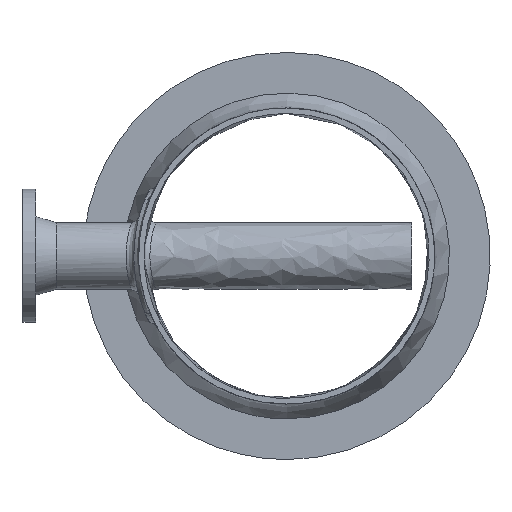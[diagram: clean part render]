
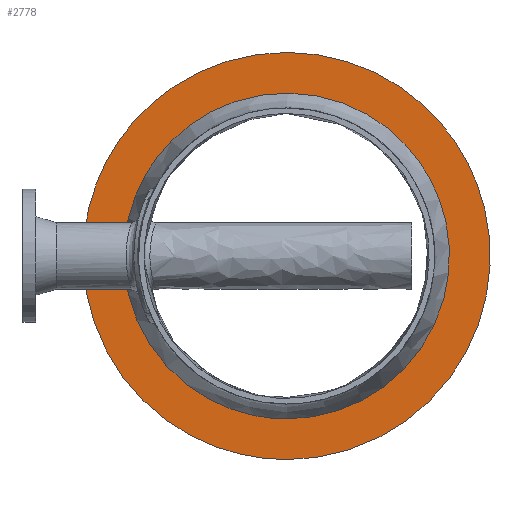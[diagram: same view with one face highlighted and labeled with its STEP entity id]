
A CAD part, front view. The second image highlights one B-rep face of the part: STEP entity #2778.
In plain terms, the highlighted free-form (B-spline) face has degree [1, 1] with [2, 2] control points.
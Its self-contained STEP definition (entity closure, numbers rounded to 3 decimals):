
#2449 = EDGE_CURVE('',#2450,#2450,#2452,.T.);
#2450 = VERTEX_POINT('',#2451);
#2451 = CARTESIAN_POINT('',(0.,708.267,-333.873));
#2452 = ( BOUNDED_CURVE() B_SPLINE_CURVE(2,(#2453,#2454,#2455,#2456,
#2457,#2458,#2459),.UNSPECIFIED.,.T.,.F.) B_SPLINE_CURVE_WITH_KNOTS((1,2
    ,2,2,2,1),(-2.094,0.,2.094,4.189,
6.283,8.378),.UNSPECIFIED.) CURVE() 
GEOMETRIC_REPRESENTATION_ITEM() RATIONAL_B_SPLINE_CURVE((1.,0.5,1.,0.5,
1.,0.5,1.)) REPRESENTATION_ITEM('') );
#2453 = CARTESIAN_POINT('',(0.,708.267,-333.873));
#2454 = CARTESIAN_POINT('',(578.285,708.267,
    -333.873));
#2455 = CARTESIAN_POINT('',(289.142,708.267,
    166.936));
#2456 = CARTESIAN_POINT('',(0.,708.267,
    667.746));
#2457 = CARTESIAN_POINT('',(-289.142,708.267,
    166.936));
#2458 = CARTESIAN_POINT('',(-578.285,708.267,
    -333.873));
#2459 = CARTESIAN_POINT('',(0.,708.267,-333.873));
#2747 = VERTEX_POINT('',#2748);
#2748 = CARTESIAN_POINT('',(0.,708.267,-417.341));
#2753 = EDGE_CURVE('',#2747,#2747,#2754,.T.);
#2754 = ( BOUNDED_CURVE() B_SPLINE_CURVE(2,(#2755,#2756,#2757,#2758,
#2759,#2760,#2761),.UNSPECIFIED.,.T.,.F.) B_SPLINE_CURVE_WITH_KNOTS((1,2
    ,2,2,2,1),(-2.094,0.,2.094,4.189,
6.283,8.378),.UNSPECIFIED.) CURVE() 
GEOMETRIC_REPRESENTATION_ITEM() RATIONAL_B_SPLINE_CURVE((1.,0.5,1.,0.5,
1.,0.5,1.)) REPRESENTATION_ITEM('') );
#2755 = CARTESIAN_POINT('',(0.,708.267,-417.341));
#2756 = CARTESIAN_POINT('',(722.856,708.267,
    -417.341));
#2757 = CARTESIAN_POINT('',(361.428,708.267,
    208.671));
#2758 = CARTESIAN_POINT('',(0.,708.267,
    834.682));
#2759 = CARTESIAN_POINT('',(-361.428,708.267,
    208.671));
#2760 = CARTESIAN_POINT('',(-722.856,708.267,
    -417.341));
#2761 = CARTESIAN_POINT('',(0.,708.267,-417.341));
#2778 = ADVANCED_FACE('',(#2779,#2782),#2785,.T.);
#2779 = FACE_BOUND('',#2780,.T.);
#2780 = EDGE_LOOP('',(#2781));
#2781 = ORIENTED_EDGE('',*,*,#2753,.T.);
#2782 = FACE_BOUND('',#2783,.T.);
#2783 = EDGE_LOOP('',(#2784));
#2784 = ORIENTED_EDGE('',*,*,#2449,.F.);
#2785 = B_SPLINE_SURFACE_WITH_KNOTS('',1,1,(
    (#2786,#2787)
    ,(#2788,#2789
    )),.UNSPECIFIED.,.F.,.F.,.F.,(2,2),(2,2),(-349.25,349.25),(-698.5,0.
    ),.PIECEWISE_BEZIER_KNOTS.);
#2786 = CARTESIAN_POINT('',(-417.341,708.267,
    417.341));
#2787 = CARTESIAN_POINT('',(417.341,708.267,
    417.341));
#2788 = CARTESIAN_POINT('',(-417.341,708.267,
    -417.341));
#2789 = CARTESIAN_POINT('',(417.341,708.267,
    -417.341));
